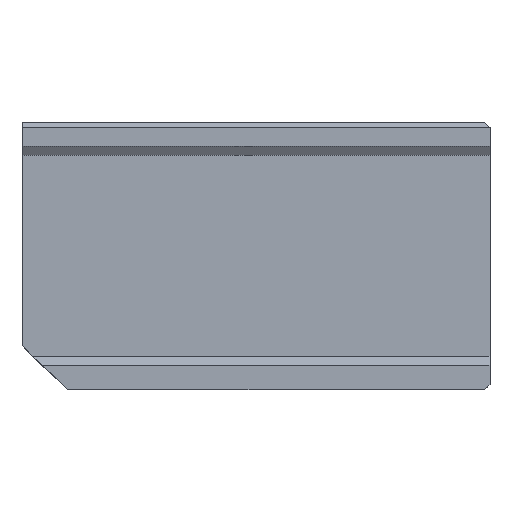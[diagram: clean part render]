
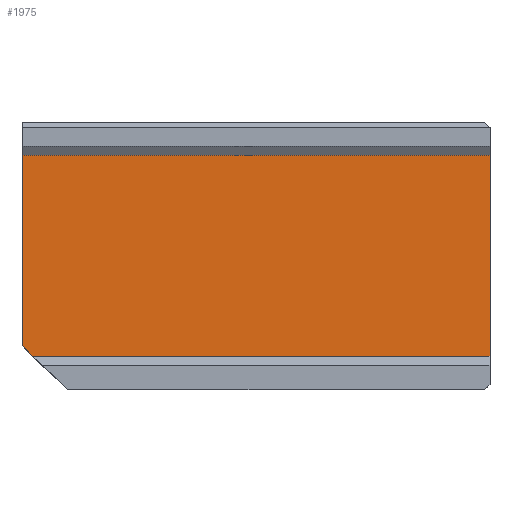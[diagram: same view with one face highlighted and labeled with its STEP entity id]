
A CAD part, top view. The second image highlights one B-rep face of the part: STEP entity #1975.
In plain terms, the highlighted planar face has unit normal (0, 0, 1).
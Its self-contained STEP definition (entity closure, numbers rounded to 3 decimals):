
#216=ORIENTED_EDGE('',*,*,#577,.F.);
#217=ORIENTED_EDGE('',*,*,#578,.T.);
#218=ORIENTED_EDGE('',*,*,#579,.F.);
#219=ORIENTED_EDGE('',*,*,#523,.T.);
#220=ORIENTED_EDGE('',*,*,#576,.T.);
#523=EDGE_CURVE('',#713,#712,#854,.T.);
#576=EDGE_CURVE('',#712,#751,#891,.T.);
#577=EDGE_CURVE('',#752,#751,#892,.T.);
#578=EDGE_CURVE('',#752,#753,#893,.T.);
#579=EDGE_CURVE('',#713,#753,#894,.T.);
#712=VERTEX_POINT('',#2665);
#713=VERTEX_POINT('',#2667);
#751=VERTEX_POINT('',#2782);
#752=VERTEX_POINT('',#2786);
#753=VERTEX_POINT('',#2788);
#854=LINE('',#2666,#1018);
#891=LINE('',#2783,#1055);
#892=LINE('',#2785,#1056);
#893=LINE('',#2787,#1057);
#894=LINE('',#2789,#1058);
#1018=VECTOR('',#2227,1000.);
#1055=VECTOR('',#2346,1000.);
#1056=VECTOR('',#2349,1000.);
#1057=VECTOR('',#2350,1000.);
#1058=VECTOR('',#2351,1000.);
#1175=EDGE_LOOP('',(#216,#217,#218,#219,#220));
#1286=FACE_BOUND('',#1175,.T.);
#1393=PLANE('',#2095);
#1975=ADVANCED_FACE('',(#1286),#1393,.T.);
#2095=AXIS2_PLACEMENT_3D('',#2784,#2347,#2348);
#2227=DIRECTION('',(0.,1.,0.));
#2346=DIRECTION('',(-1.,0.,0.));
#2347=DIRECTION('',(0.,0.,1.));
#2348=DIRECTION('',(0.,-1.,0.));
#2349=DIRECTION('',(0.,1.,0.));
#2350=DIRECTION('',(0.721,-0.693,0.));
#2351=DIRECTION('',(-1.,0.,0.));
#2665=CARTESIAN_POINT('',(8.89,3.814,-0.251));
#2666=CARTESIAN_POINT('',(8.89,-3.754,-0.251));
#2667=CARTESIAN_POINT('',(8.89,-3.809,-0.251));
#2782=CARTESIAN_POINT('',(-8.89,3.814,-0.251));
#2783=CARTESIAN_POINT('',(8.89,3.814,-0.251));
#2784=CARTESIAN_POINT('',(8.89,-3.754,-0.251));
#2785=CARTESIAN_POINT('',(-8.89,-3.754,-0.251));
#2786=CARTESIAN_POINT('',(-8.89,-3.411,-0.251));
#2787=CARTESIAN_POINT('',(0.515,-12.459,-0.251));
#2788=CARTESIAN_POINT('',(-8.476,-3.809,-0.251));
#2789=CARTESIAN_POINT('',(8.89,-3.809,-0.251));
